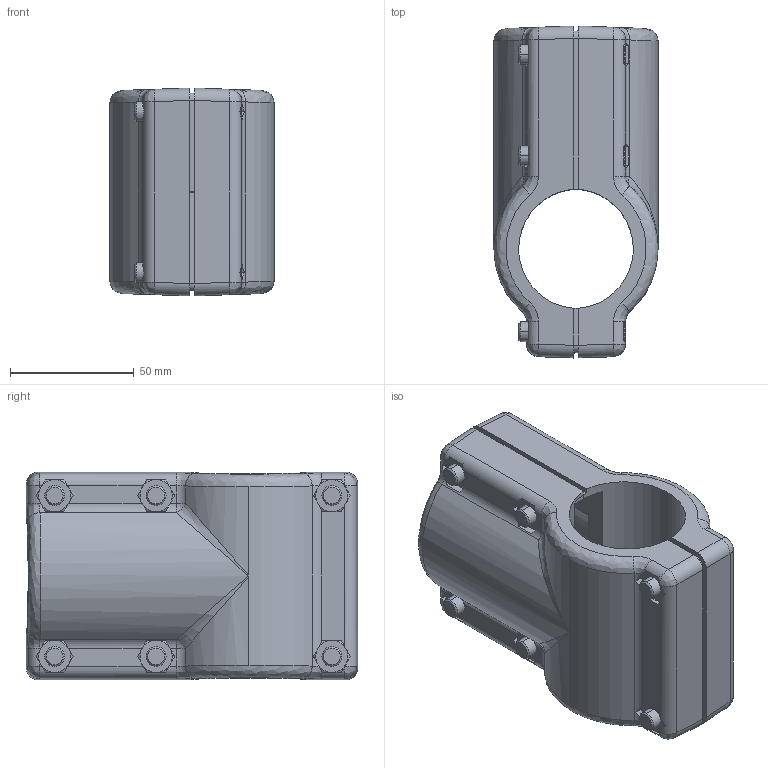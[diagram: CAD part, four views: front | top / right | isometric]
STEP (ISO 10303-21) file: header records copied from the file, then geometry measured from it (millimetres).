
FILE_DESCRIPTION (( 'STEP AP214' ), '1' );
FILE_NAME ('Rexnord-S0562-S0562 -697861.step', '2019-02-26T09:30:14', ( '' ), ( '' ), 'SwSTEP 2.0', 'SolidWorks 2019', '' );
FILE_SCHEMA (( 'AUTOMOTIVE_DESIGN' ));
Length unit declared in the file: millimetre
Products named in the file (2): Rexnord-S0562-S0562 -697861; S0562_697861
Assembly tree (1 placements, depth 2):
  Rexnord-S0562-S0562 -697861
    S0562_697861
Bounding box: 66.3 x 134 x 84 mm (x, y, z)
Surface area: 77577 mm2 (no closed solid volume)
Topology: 0 solids, 20 shells, 411 faces, 1159 edges, 752 vertices
Faces by surface type: plane 180, cone 98, cylinder 87, bspline 46
Entity records: 20356 total; most frequent: CARTESIAN_POINT 6127, ORIENTED_EDGE 2017, DIRECTION 1831, EDGE_CURVE 1159, VERTEX_POINT 752, AXIS2_PLACEMENT_3D 644, LINE 543, VECTOR 543
